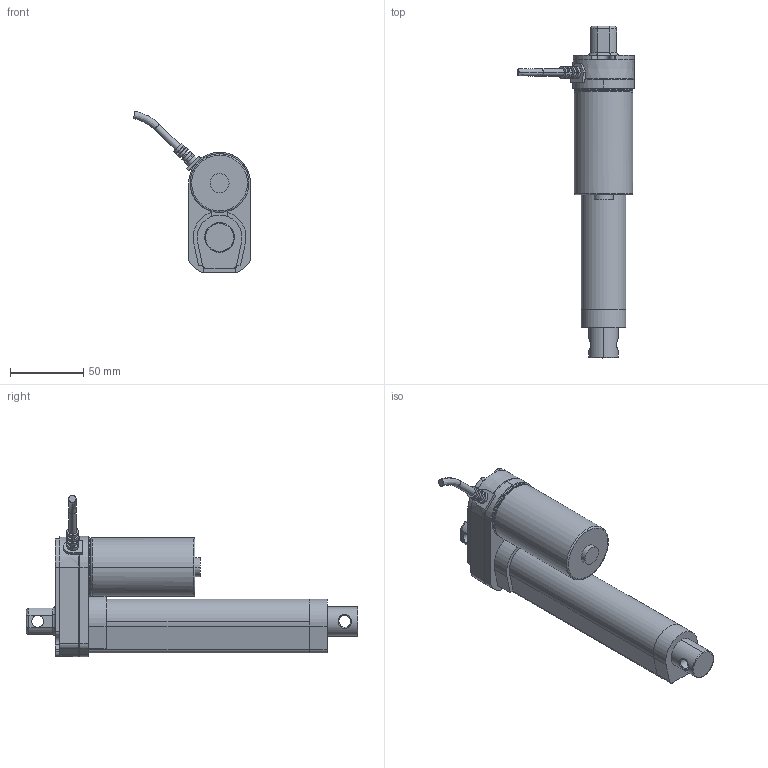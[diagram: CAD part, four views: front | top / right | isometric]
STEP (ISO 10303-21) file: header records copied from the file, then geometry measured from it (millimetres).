
FILE_DESCRIPTION (( 'STEP AP203' ), '1' );
FILE_NAME ('LD3-100.STEP', '2014-06-18T07:35:41', ( '' ), ( '' ), 'SwSTEP 2.0', 'SolidWorks 2012', '' );
FILE_SCHEMA (( 'CONFIG_CONTROL_DESIGN' ));
Length unit declared in the file: millimetre
Products named in the file (3): LD3-Tube; LD3-100; LD3-Body
Assembly tree (2 placements, depth 2):
  LD3-100
    LD3-Body
    LD3-Tube
Bounding box: 79.53 x 226 x 109.83 mm (x, y, z)
Volume: 41724.5 mm3; surface area: 71825.2 mm2
Topology: 1 solids, 11 shells, 196 faces, 586 edges, 402 vertices
Faces by surface type: plane 84, cylinder 83, bspline 20, cone 5, torus 4
Entity records: 8642 total; most frequent: CARTESIAN_POINT 3151, DIRECTION 1109, ORIENTED_EDGE 1014, EDGE_CURVE 584, AXIS2_PLACEMENT_3D 408, VERTEX_POINT 402, LINE 293, VECTOR 293
